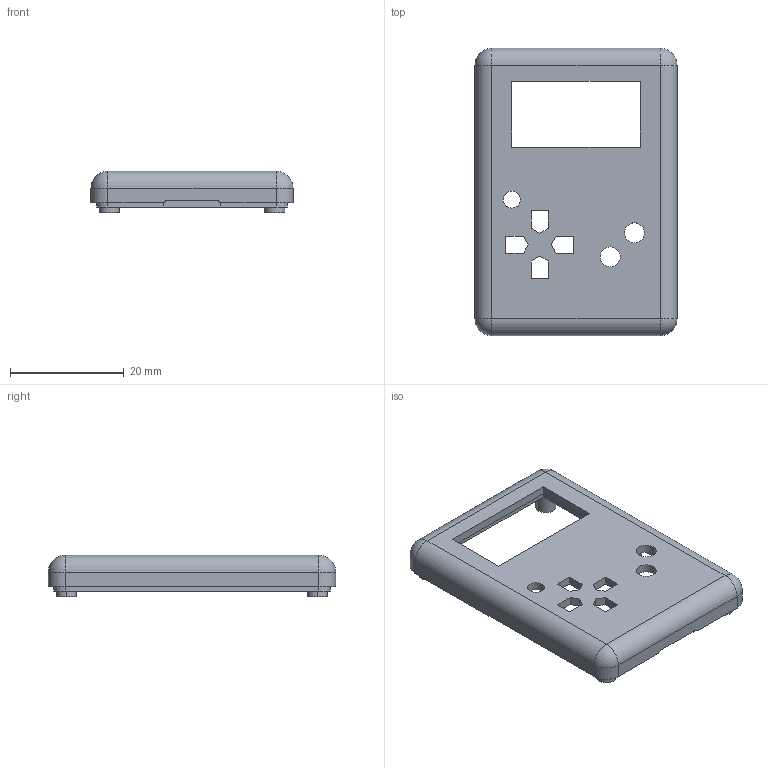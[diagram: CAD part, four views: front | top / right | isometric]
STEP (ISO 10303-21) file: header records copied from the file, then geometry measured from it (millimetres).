
FILE_DESCRIPTION((''),'2;1');
FILE_NAME('ARDUBOY_V3_5_ASM','2020-11-28T22:31:24',('shino'),(''),'CREO PARAMETRIC BY PTC INC, 2020053','CREO PARAMETRIC BY PTC INC, 2020053','');
FILE_SCHEMA(('CONFIG_CONTROL_DESIGN'));
Length unit declared in the file: millimetre
Products named in the file (3): 00200; 00100_ASM; ARDUBOY_V3_5_ASM
Assembly tree (2 placements, depth 3):
  ARDUBOY_V3_5_ASM
    00100_ASM
      00200
Bounding box: 35.55 x 50.55 x 7.3 mm (x, y, z)
Volume: 3399.8 mm3; surface area: 5248.9 mm2
Topology: 1 solids, 1 shells, 142 faces, 387 edges, 254 vertices
Faces by surface type: plane 78, cylinder 56, sphere 8
Entity records: 4767 total; most frequent: CARTESIAN_POINT 965, DIRECTION 789, ORIENTED_EDGE 774, EDGE_CURVE 387, AXIS2_PLACEMENT_3D 270, VERTEX_POINT 254, VECTOR 249, LINE 249
